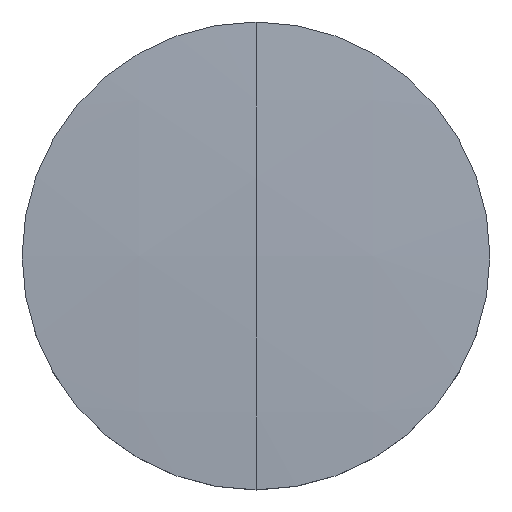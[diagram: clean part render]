
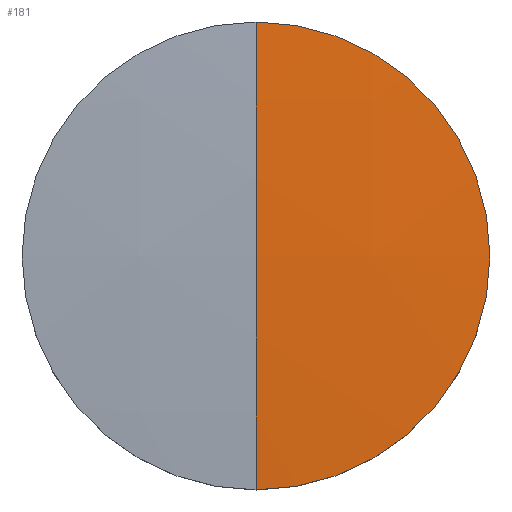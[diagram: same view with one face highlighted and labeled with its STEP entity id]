
A CAD part, top view. The second image highlights one B-rep face of the part: STEP entity #181.
In plain terms, the highlighted spherical face has radius 209 mm.
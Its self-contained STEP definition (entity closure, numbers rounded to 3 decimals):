
#14 = DIRECTION ( 'NONE',  ( 0., 1., 0. ) ) ;
#15 = DIRECTION ( 'NONE',  ( 1., 0., 0. ) ) ;
#16 = CARTESIAN_POINT ( 'NONE',  ( 0., 0., -207. ) ) ;
#18 = DIRECTION ( 'NONE',  ( 0., 0., 1. ) ) ;
#19 = DIRECTION ( 'NONE',  ( -1., 0., 0. ) ) ;
#20 = CARTESIAN_POINT ( 'NONE',  ( 0., 0., -207. ) ) ;
#53 = FACE_OUTER_BOUND ( 'NONE', #160, .T. ) ;
#63 = CARTESIAN_POINT ( 'NONE',  ( 0., 12.7, 1.614 ) ) ;
#98 = AXIS2_PLACEMENT_3D ( 'NONE', #20, #19, #18 ) ;
#99 = SPHERICAL_SURFACE ( 'NONE', #100, 209. ) ;
#100 = AXIS2_PLACEMENT_3D ( 'NONE', #16, #15, #14 ) ;
#125 = CIRCLE ( 'NONE', #98, 209. ) ;
#138 = CARTESIAN_POINT ( 'NONE',  ( 0., 0., 2. ) ) ;
#140 = EDGE_CURVE ( 'NONE', #166, #141, #193, .T. ) ;
#141 = VERTEX_POINT ( 'NONE', #191 ) ;
#152 = ORIENTED_EDGE ( 'NONE', *, *, #140, .F. ) ;
#153 = ORIENTED_EDGE ( 'NONE', *, *, #155, .T. ) ;
#155 = EDGE_CURVE ( 'NONE', #158, #141, #180, .T. ) ;
#158 = VERTEX_POINT ( 'NONE', #138 ) ;
#160 = EDGE_LOOP ( 'NONE', ( #173, #153, #152 ) ) ;
#163 = EDGE_CURVE ( 'NONE', #158, #166, #125, .T. ) ;
#166 = VERTEX_POINT ( 'NONE', #63 ) ;
#173 = ORIENTED_EDGE ( 'NONE', *, *, #163, .F. ) ;
#175 = DIRECTION ( 'NONE',  ( 0., 1., 0. ) ) ;
#176 = CARTESIAN_POINT ( 'NONE',  ( 0., 0., -207. ) ) ;
#180 = CIRCLE ( 'NONE', #183, 209. ) ;
#181 = ADVANCED_FACE ( 'NONE', ( #53 ), #99, .T. ) ;
#183 = AXIS2_PLACEMENT_3D ( 'NONE', #176, #184, #175 ) ;
#184 = DIRECTION ( 'NONE',  ( 1., 0., 0. ) ) ;
#185 = AXIS2_PLACEMENT_3D ( 'NONE', #188, #192, #194 ) ;
#188 = CARTESIAN_POINT ( 'NONE',  ( 0., 0., 1.614 ) ) ;
#191 = CARTESIAN_POINT ( 'NONE',  ( 0., -12.7, 1.614 ) ) ;
#192 = DIRECTION ( 'NONE',  ( 0., 0., -1. ) ) ;
#193 = CIRCLE ( 'NONE', #185, 12.7 ) ;
#194 = DIRECTION ( 'NONE',  ( 0., 1., 0. ) ) ;
